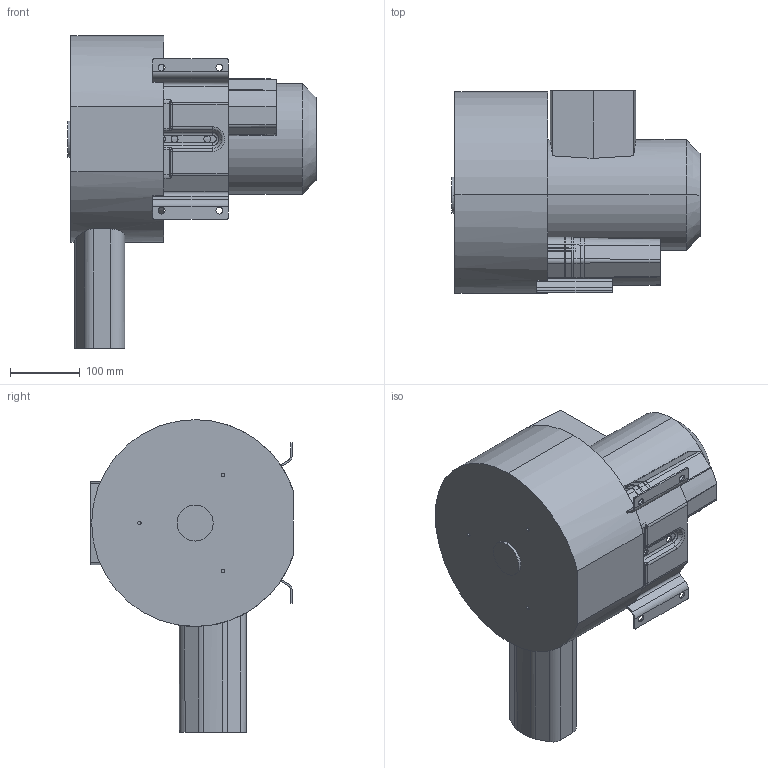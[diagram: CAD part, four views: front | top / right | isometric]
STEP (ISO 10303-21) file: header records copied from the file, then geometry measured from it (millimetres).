
FILE_DESCRIPTION (( 'STEP AP203' ), '1' );
FILE_NAME ('2rb320-1hp26.STEP', '2025-04-24T08:49:55', ( '' ), ( '' ), 'SwSTEP 2.0', 'SolidWorks 2021', '' );
FILE_SCHEMA (( 'CONFIG_CONTROL_DESIGN' ));
Length unit declared in the file: millimetre
Products named in the file (1): 2rb320-1hp26
Bounding box: 355.7 x 290.2 x 448.26 mm (x, y, z)
Volume: 15872160.4 mm3; surface area: 591780.2 mm2
Topology: 1 solids, 2 shells, 702 faces, 1710 edges, 1012 vertices
Faces by surface type: bspline 319, cylinder 184, plane 140, cone 59
Entity records: 36937 total; most frequent: CARTESIAN_POINT 23671, ORIENTED_EDGE 3366, DIRECTION 1803, EDGE_CURVE 1683, VERTEX_POINT 1006, B_SPLINE_CURVE_WITH_KNOTS 788, EDGE_LOOP 733, FACE_OUTER_BOUND 700
